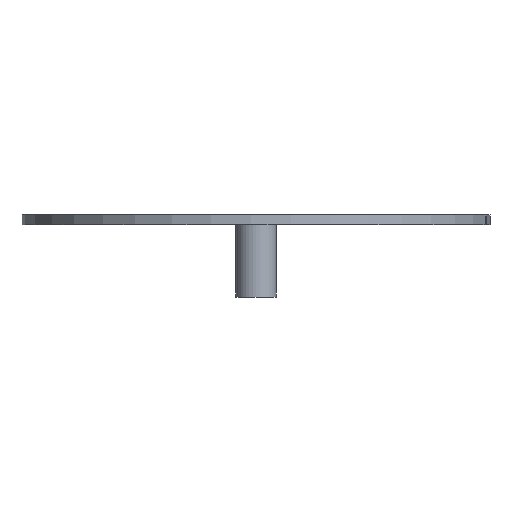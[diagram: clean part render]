
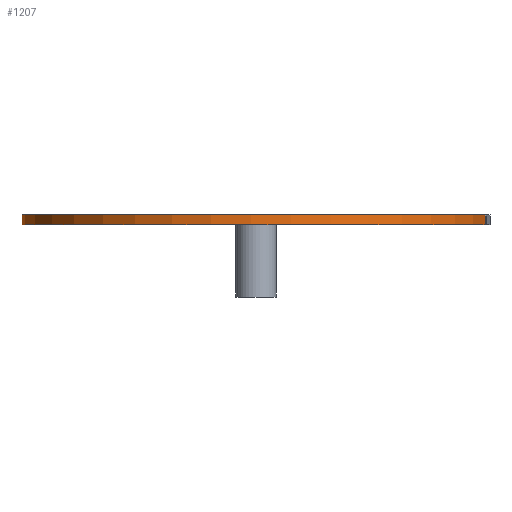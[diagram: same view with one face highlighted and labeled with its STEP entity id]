
A CAD part, left-side view. The second image highlights one B-rep face of the part: STEP entity #1207.
In plain terms, the highlighted cylindrical face has radius 48.5 mm (diameter 97 mm), a partial arc.
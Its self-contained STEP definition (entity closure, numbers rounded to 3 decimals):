
#42=CARTESIAN_POINT('',(48.5,0.,361.1));
#43=VERTEX_POINT('',#42);
#51=CARTESIAN_POINT('',(-9.952,-47.468,361.1));
#52=VERTEX_POINT('',#51);
#53=CARTESIAN_POINT('',(0.,0.,361.1));
#54=DIRECTION('',(0.,0.,-1.));
#55=DIRECTION('',(-1.,0.,-0.));
#56=AXIS2_PLACEMENT_3D('',#53,#54,#55);
#57=CIRCLE('',#56,48.5);
#58=EDGE_CURVE('',#52,#43,#57,.T.);
#1176=CARTESIAN_POINT('',(0.,0.,344.1));
#1177=DIRECTION('',(-0.,0.,1.));
#1178=DIRECTION('',(1.,0.,0.));
#1179=AXIS2_PLACEMENT_3D('',#1176,#1177,#1178);
#1180=CYLINDRICAL_SURFACE('',#1179,48.5);
#1181=CARTESIAN_POINT('',(48.5,0.,359.1));
#1182=VERTEX_POINT('',#1181);
#1183=CARTESIAN_POINT('',(48.5,0.,361.1));
#1184=DIRECTION('',(0.,-0.,-1.));
#1185=VECTOR('',#1184,2.);
#1186=LINE('',#1183,#1185);
#1187=EDGE_CURVE('',#43,#1182,#1186,.T.);
#1188=ORIENTED_EDGE('',*,*,#1187,.T.);
#1189=CARTESIAN_POINT('',(-9.952,-47.468,359.1));
#1190=VERTEX_POINT('',#1189);
#1191=CARTESIAN_POINT('',(0.,0.,359.1));
#1192=DIRECTION('',(0.,0.,-1.));
#1193=DIRECTION('',(-1.,0.,-0.));
#1194=AXIS2_PLACEMENT_3D('',#1191,#1192,#1193);
#1195=CIRCLE('',#1194,48.5);
#1196=EDGE_CURVE('',#1190,#1182,#1195,.T.);
#1197=ORIENTED_EDGE('',*,*,#1196,.F.);
#1198=CARTESIAN_POINT('',(-9.952,-47.468,359.1));
#1199=DIRECTION('',(-0.,-0.,1.));
#1200=VECTOR('',#1199,2.);
#1201=LINE('',#1198,#1200);
#1202=EDGE_CURVE('',#1190,#52,#1201,.T.);
#1203=ORIENTED_EDGE('',*,*,#1202,.T.);
#1204=ORIENTED_EDGE('',*,*,#58,.T.);
#1205=EDGE_LOOP('',(#1188,#1197,#1203,#1204));
#1206=FACE_BOUND('',#1205,.T.);
#1207=ADVANCED_FACE('',(#1206),#1180,.T.);
